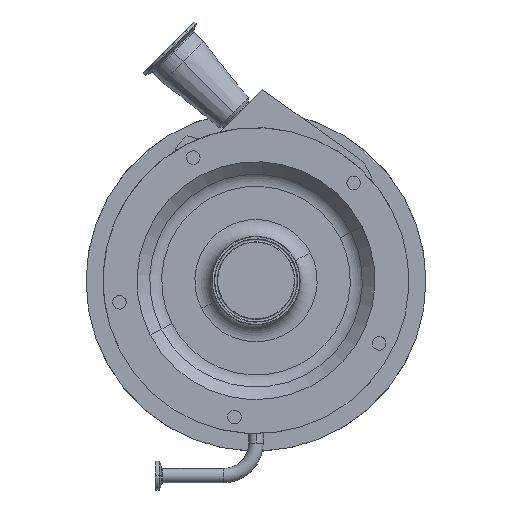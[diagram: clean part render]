
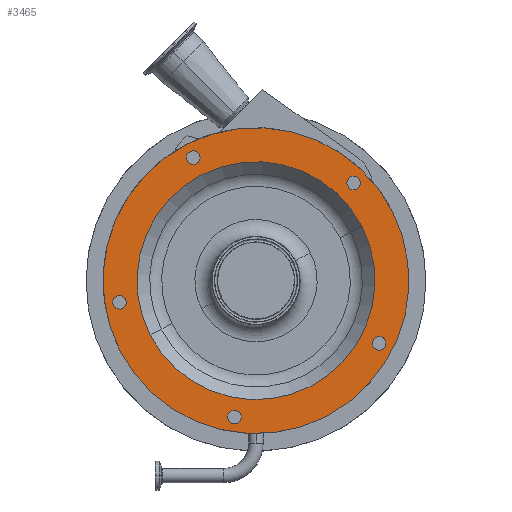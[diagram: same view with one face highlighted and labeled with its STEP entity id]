
A CAD part, top view. The second image highlights one B-rep face of the part: STEP entity #3465.
In plain terms, the highlighted planar face has unit normal (0, 0, 1).
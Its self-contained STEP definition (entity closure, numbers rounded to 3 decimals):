
#57 = DIRECTION ( 'NONE',  ( 0., 0., 1. ) ) ;
#118 = CIRCLE ( 'NONE', #1090, 6. ) ;
#182 = DIRECTION ( 'NONE',  ( 0., 0., 1. ) ) ;
#325 = EDGE_CURVE ( 'NONE', #1018, #4968, #3189, .T. ) ;
#329 = AXIS2_PLACEMENT_3D ( 'NONE', #3581, #705, #1275 ) ;
#422 = FACE_BOUND ( 'NONE', #3054, .T. ) ;
#461 = CARTESIAN_POINT ( 'NONE',  ( -121.437, -13.159, 284. ) ) ;
#499 = FACE_OUTER_BOUND ( 'NONE', #5030, .T. ) ;
#516 = DIRECTION ( 'NONE',  ( -0.454, -0.891, 0. ) ) ;
#519 = EDGE_LOOP ( 'NONE', ( #6443, #5715 ) ) ;
#705 = DIRECTION ( 'NONE',  ( 0., 0., 1. ) ) ;
#740 = CARTESIAN_POINT ( 'NONE',  ( 120.286, 61.289, 284. ) ) ;
#851 = CARTESIAN_POINT ( 'NONE',  ( 93.556, 47.669, 284. ) ) ;
#1009 = AXIS2_PLACEMENT_3D ( 'NONE', #5910, #3032, #3633 ) ;
#1015 = DIRECTION ( 'NONE',  ( 0.891, 0.454, 0. ) ) ;
#1018 = VERTEX_POINT ( 'NONE', #4062 ) ;
#1051 = CARTESIAN_POINT ( 'NONE',  ( 108.703, -55.387, 284. ) ) ;
#1072 = FACE_BOUND ( 'NONE', #1738, .T. ) ;
#1083 = DIRECTION ( 'NONE',  ( 0.891, 0.454, 0. ) ) ;
#1090 = AXIS2_PLACEMENT_3D ( 'NONE', #6458, #5364, #3013 ) ;
#1126 = ORIENTED_EDGE ( 'NONE', *, *, #6403, .F. ) ;
#1178 = CARTESIAN_POINT ( 'NONE',  ( -25.011, -119.559, 284. ) ) ;
#1216 = EDGE_CURVE ( 'NONE', #4688, #3390, #5366, .T. ) ;
#1275 = DIRECTION ( 'NONE',  ( -0.156, 0.988, 0. ) ) ;
#1297 = EDGE_CURVE ( 'NONE', #7288, #4474, #3582, .T. ) ;
#1302 = VERTEX_POINT ( 'NONE', #5049 ) ;
#1319 = DIRECTION ( 'NONE',  ( 0.891, 0.454, 0. ) ) ;
#1397 = DIRECTION ( 'NONE',  ( -0.988, 0.156, 0. ) ) ;
#1505 = AXIS2_PLACEMENT_3D ( 'NONE', #3739, #7076, #1319 ) ;
#1555 = CARTESIAN_POINT ( 'NONE',  ( 86.267, 86.267, 284. ) ) ;
#1561 = FACE_BOUND ( 'NONE', #7127, .T. ) ;
#1625 = DIRECTION ( 'NONE',  ( 0., 0., 1. ) ) ;
#1738 = EDGE_LOOP ( 'NONE', ( #5315, #6816 ) ) ;
#1787 = DIRECTION ( 'NONE',  ( 0.891, 0.454, 0. ) ) ;
#1848 = AXIS2_PLACEMENT_3D ( 'NONE', #6383, #57, #6271 ) ;
#1905 = EDGE_CURVE ( 'NONE', #3390, #4688, #2413, .T. ) ;
#1954 = CIRCLE ( 'NONE', #5593, 6. ) ;
#1970 = EDGE_CURVE ( 'NONE', #5255, #6182, #118, .T. ) ;
#1996 = EDGE_CURVE ( 'NONE', #1302, #5495, #4355, .T. ) ;
#2006 = AXIS2_PLACEMENT_3D ( 'NONE', #3861, #1625, #6173 ) ;
#2071 = CARTESIAN_POINT ( 'NONE',  ( 82.024, 90.51, 284. ) ) ;
#2164 = CARTESIAN_POINT ( 'NONE',  ( 0., 0., 284. ) ) ;
#2217 = VERTEX_POINT ( 'NONE', #851 ) ;
#2280 = FACE_BOUND ( 'NONE', #5243, .T. ) ;
#2382 = AXIS2_PLACEMENT_3D ( 'NONE', #2650, #7275, #3450 ) ;
#2413 = CIRCLE ( 'NONE', #7259, 6. ) ;
#2438 = CARTESIAN_POINT ( 'NONE',  ( 0., 0., 284. ) ) ;
#2441 = AXIS2_PLACEMENT_3D ( 'NONE', #2164, #6788, #1787 ) ;
#2570 = CIRCLE ( 'NONE', #6811, 6. ) ;
#2600 = EDGE_CURVE ( 'NONE', #6182, #5255, #2570, .T. ) ;
#2650 = CARTESIAN_POINT ( 'NONE',  ( -120.498, -19.085, 284. ) ) ;
#2651 = DIRECTION ( 'NONE',  ( 0., 0., 1. ) ) ;
#2809 = EDGE_CURVE ( 'NONE', #6024, #7099, #3475, .T. ) ;
#3013 = DIRECTION ( 'NONE',  ( 0.707, -0.707, 0. ) ) ;
#3032 = DIRECTION ( 'NONE',  ( 0., 0., 1. ) ) ;
#3043 = ORIENTED_EDGE ( 'NONE', *, *, #325, .F. ) ;
#3054 = EDGE_LOOP ( 'NONE', ( #4152, #4550 ) ) ;
#3141 = CARTESIAN_POINT ( 'NONE',  ( -19.085, -120.498, 284. ) ) ;
#3189 = CIRCLE ( 'NONE', #1848, 6. ) ;
#3245 = CARTESIAN_POINT ( 'NONE',  ( -60.733, 105.979, 284. ) ) ;
#3369 = DIRECTION ( 'NONE',  ( 0., 0., 1. ) ) ;
#3389 = PLANE ( 'NONE',  #5716 ) ;
#3390 = VERTEX_POINT ( 'NONE', #6296 ) ;
#3450 = DIRECTION ( 'NONE',  ( -0.156, 0.988, 0. ) ) ;
#3465 = ADVANCED_FACE ( 'NONE', ( #499, #5017, #422, #2280, #1561, #1072, #4445 ), #3389, .F. ) ;
#3475 = CIRCLE ( 'NONE', #2382, 6. ) ;
#3490 = EDGE_CURVE ( 'NONE', #2217, #7416, #5698, .T. ) ;
#3514 = ORIENTED_EDGE ( 'NONE', *, *, #1996, .T. ) ;
#3581 = CARTESIAN_POINT ( 'NONE',  ( -120.498, -19.085, 284. ) ) ;
#3582 = CIRCLE ( 'NONE', #2006, 6. ) ;
#3596 = CIRCLE ( 'NONE', #329, 6. ) ;
#3633 = DIRECTION ( 'NONE',  ( -0.454, -0.891, 0. ) ) ;
#3686 = CIRCLE ( 'NONE', #1505, 105. ) ;
#3739 = CARTESIAN_POINT ( 'NONE',  ( 0., 0., 284. ) ) ;
#3780 = CARTESIAN_POINT ( 'NONE',  ( 0., 0., 284. ) ) ;
#3784 = ORIENTED_EDGE ( 'NONE', *, *, #4511, .F. ) ;
#3812 = ORIENTED_EDGE ( 'NONE', *, *, #4106, .F. ) ;
#3818 = ORIENTED_EDGE ( 'NONE', *, *, #3490, .F. ) ;
#3861 = CARTESIAN_POINT ( 'NONE',  ( -55.387, 108.703, 284. ) ) ;
#3867 = DIRECTION ( 'NONE',  ( 0., -1., 0. ) ) ;
#4062 = CARTESIAN_POINT ( 'NONE',  ( -13.159, -121.437, 284. ) ) ;
#4082 = ORIENTED_EDGE ( 'NONE', *, *, #5169, .T. ) ;
#4106 = EDGE_CURVE ( 'NONE', #7416, #2217, #3686, .T. ) ;
#4152 = ORIENTED_EDGE ( 'NONE', *, *, #1216, .F. ) ;
#4323 = EDGE_LOOP ( 'NONE', ( #3818, #3812 ) ) ;
#4355 = CIRCLE ( 'NONE', #7016, 135. ) ;
#4373 = CIRCLE ( 'NONE', #4984, 6. ) ;
#4445 = FACE_BOUND ( 'NONE', #4323, .T. ) ;
#4474 = VERTEX_POINT ( 'NONE', #5299 ) ;
#4511 = EDGE_CURVE ( 'NONE', #7099, #6024, #3596, .T. ) ;
#4550 = ORIENTED_EDGE ( 'NONE', *, *, #1905, .F. ) ;
#4598 = DIRECTION ( 'NONE',  ( 0., 0., -1. ) ) ;
#4688 = VERTEX_POINT ( 'NONE', #7243 ) ;
#4692 = DIRECTION ( 'NONE',  ( 0., 0., 1. ) ) ;
#4710 = CARTESIAN_POINT ( 'NONE',  ( 90.51, 82.024, 284. ) ) ;
#4968 = VERTEX_POINT ( 'NONE', #1178 ) ;
#4984 = AXIS2_PLACEMENT_3D ( 'NONE', #5668, #6272, #1083 ) ;
#5017 = FACE_BOUND ( 'NONE', #519, .T. ) ;
#5030 = EDGE_LOOP ( 'NONE', ( #4082, #3514 ) ) ;
#5049 = CARTESIAN_POINT ( 'NONE',  ( -120.286, -61.289, 284. ) ) ;
#5169 = EDGE_CURVE ( 'NONE', #5495, #1302, #7222, .T. ) ;
#5243 = EDGE_LOOP ( 'NONE', ( #1126, #3043 ) ) ;
#5255 = VERTEX_POINT ( 'NONE', #2071 ) ;
#5297 = DIRECTION ( 'NONE',  ( 0.891, 0.454, 0. ) ) ;
#5299 = CARTESIAN_POINT ( 'NONE',  ( -50.041, 111.427, 284. ) ) ;
#5315 = ORIENTED_EDGE ( 'NONE', *, *, #5844, .F. ) ;
#5327 = CARTESIAN_POINT ( 'NONE',  ( -119.559, -25.011, 284. ) ) ;
#5364 = DIRECTION ( 'NONE',  ( 0., 0., 1. ) ) ;
#5366 = CIRCLE ( 'NONE', #1009, 6. ) ;
#5495 = VERTEX_POINT ( 'NONE', #740 ) ;
#5593 = AXIS2_PLACEMENT_3D ( 'NONE', #3141, #182, #1397 ) ;
#5612 = DIRECTION ( 'NONE',  ( 0.707, -0.707, 0. ) ) ;
#5620 = CARTESIAN_POINT ( 'NONE',  ( -17.706, 34.749, 284. ) ) ;
#5625 = ORIENTED_EDGE ( 'NONE', *, *, #2809, .F. ) ;
#5668 = CARTESIAN_POINT ( 'NONE',  ( -55.387, 108.703, 284. ) ) ;
#5698 = CIRCLE ( 'NONE', #2441, 105. ) ;
#5715 = ORIENTED_EDGE ( 'NONE', *, *, #1970, .F. ) ;
#5716 = AXIS2_PLACEMENT_3D ( 'NONE', #5620, #4598, #3867 ) ;
#5844 = EDGE_CURVE ( 'NONE', #4474, #7288, #4373, .T. ) ;
#5910 = CARTESIAN_POINT ( 'NONE',  ( 108.703, -55.387, 284. ) ) ;
#6024 = VERTEX_POINT ( 'NONE', #461 ) ;
#6173 = DIRECTION ( 'NONE',  ( 0.891, 0.454, 0. ) ) ;
#6182 = VERTEX_POINT ( 'NONE', #4710 ) ;
#6271 = DIRECTION ( 'NONE',  ( -0.988, 0.156, 0. ) ) ;
#6272 = DIRECTION ( 'NONE',  ( 0., 0., 1. ) ) ;
#6296 = CARTESIAN_POINT ( 'NONE',  ( 111.427, -50.041, 284. ) ) ;
#6383 = CARTESIAN_POINT ( 'NONE',  ( -19.085, -120.498, 284. ) ) ;
#6403 = EDGE_CURVE ( 'NONE', #4968, #1018, #1954, .T. ) ;
#6443 = ORIENTED_EDGE ( 'NONE', *, *, #2600, .F. ) ;
#6458 = CARTESIAN_POINT ( 'NONE',  ( 86.267, 86.267, 284. ) ) ;
#6788 = DIRECTION ( 'NONE',  ( 0., 0., 1. ) ) ;
#6811 = AXIS2_PLACEMENT_3D ( 'NONE', #1555, #2651, #5612 ) ;
#6816 = ORIENTED_EDGE ( 'NONE', *, *, #1297, .F. ) ;
#7016 = AXIS2_PLACEMENT_3D ( 'NONE', #2438, #4692, #5297 ) ;
#7076 = DIRECTION ( 'NONE',  ( 0., 0., 1. ) ) ;
#7099 = VERTEX_POINT ( 'NONE', #5327 ) ;
#7127 = EDGE_LOOP ( 'NONE', ( #5625, #3784 ) ) ;
#7222 = CIRCLE ( 'NONE', #7352, 135. ) ;
#7243 = CARTESIAN_POINT ( 'NONE',  ( 105.979, -60.733, 284. ) ) ;
#7259 = AXIS2_PLACEMENT_3D ( 'NONE', #1051, #3369, #516 ) ;
#7275 = DIRECTION ( 'NONE',  ( 0., 0., 1. ) ) ;
#7288 = VERTEX_POINT ( 'NONE', #3245 ) ;
#7352 = AXIS2_PLACEMENT_3D ( 'NONE', #3780, #7421, #1015 ) ;
#7416 = VERTEX_POINT ( 'NONE', #7441 ) ;
#7421 = DIRECTION ( 'NONE',  ( 0., 0., 1. ) ) ;
#7441 = CARTESIAN_POINT ( 'NONE',  ( -93.556, -47.669, 284. ) ) ;
